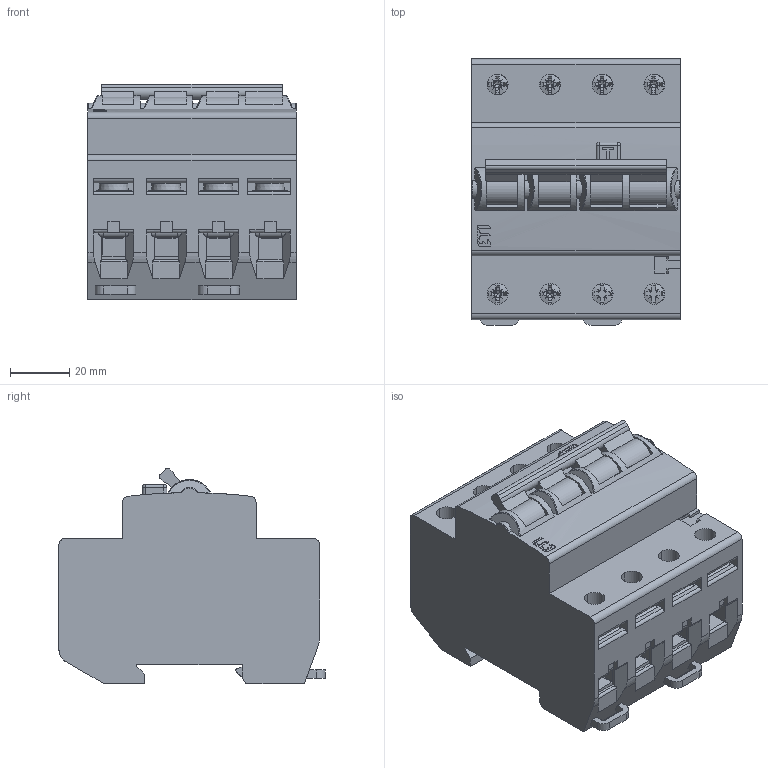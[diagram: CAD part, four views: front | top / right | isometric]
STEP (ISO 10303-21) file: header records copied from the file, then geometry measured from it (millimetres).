
FILE_DESCRIPTION((''),'2;1');
FILE_NAME('002174901_KZS-4M_3P_N_ASM','2022-11-24T09:03:53',('klemen.sitar'),('Audax d.o.o.'),'CREO PARAMETRIC BY PTC INC, 2021304','CREO PARAMETRIC BY PTC INC, 2021304','');
FILE_SCHEMA(('AP242_MANAGED_MODEL_BASED_3D_ENGINEERING_MIM_LF { 1 0 10303 442 1 1 4 }'));
Products named in the file (32): ASSY_03_2_1_1_1_1_1_1_1; PRT0002_1_1_1; PRT0001_1_1_1_1; PRT0001_1_2_1_1; PRT0001_1_7_1_1; PRT0001_1_9_1_1; PRT0004_1_1_1_1; PRT0004_1_3_1_1; PRT0001_1_3_1_1; PRT0001_1_4_1_1; PRT0001_1_6_1_1; PRT0001_1_8_1_1; PRT0004_1_2_1_1; PRT0004_1_4_1_1; PRT0003_1_1_1_1; PRT0003_1_2_1_1; PRT0001_1_1_1_1_1; PRT0001_1_2_1_1_1; PRT0001_1_7_1_1_1; PRT0001_1_9_1_1_1; PRT0004_1_1_1_1_1; PRT0001_1_9_1_1_1_1; PRT0004_1_3_1_1_1; PRT0001_1_1; PRT0004_1_3_1_1_1_1; PRT0001_1_7_1_1_1_1; PRT0001_1_1_1_1_1_1; PRT0004_1_1_1_1_1_1; PRT0001_1_2_1_1_1_1; PRT0001_1_2; PRT0001_1_3; 002174901_KZS-4M_3P_N_ASM
Assembly tree (33 placements, depth 2):
  002174901_KZS-4M_3P_N_ASM
    ASSY_03_2_1_1_1_1_1_1_1
    PRT0002_1_1_1
    PRT0001_1_1_1_1
    PRT0001_1_2_1_1
    PRT0001_1_7_1_1
    PRT0001_1_9_1_1
    PRT0004_1_1_1_1
    PRT0004_1_3_1_1
    PRT0001_1_3_1_1
    PRT0001_1_4_1_1
    PRT0001_1_6_1_1
    PRT0001_1_8_1_1
    PRT0004_1_2_1_1
    PRT0004_1_4_1_1
    PRT0003_1_1_1_1  x2
    PRT0003_1_2_1_1  x2
    PRT0001_1_1_1_1_1
    PRT0001_1_2_1_1_1
    PRT0001_1_7_1_1_1
    PRT0001_1_9_1_1_1
    PRT0004_1_1_1_1_1
    PRT0001_1_9_1_1_1_1
    PRT0004_1_3_1_1_1
    PRT0001_1_1
    PRT0004_1_3_1_1_1_1
    PRT0001_1_7_1_1_1_1
    PRT0001_1_1_1_1_1_1
    PRT0004_1_1_1_1_1_1
    PRT0001_1_2_1_1_1_1
    PRT0001_1_2
    PRT0001_1_3
Bounding box: 70.4 x 89.8 x 72.79 mm (x, y, z)
Volume: 320900.9 mm3; surface area: 53269.4 mm2
Topology: 33 solids, 38 shells, 1227 faces, 3489 edges, 2344 vertices
Faces by surface type: plane 864, cylinder 243, cone 76, sphere 24, torus 16, bspline 4
Entity records: 56186 total; most frequent: CARTESIAN_POINT 10124, ORIENTED_EDGE 6692, DIRECTION 6190, EDGE_CURVE 3354, VERTEX_POINT 2258, AXIS2_PLACEMENT_3D 2065, VECTOR 2060, LINE 2060
